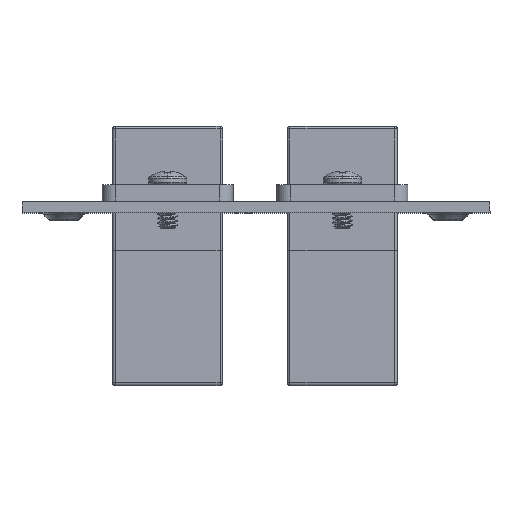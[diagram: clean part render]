
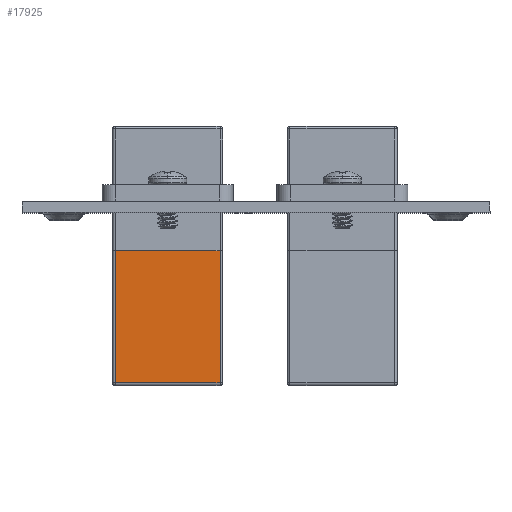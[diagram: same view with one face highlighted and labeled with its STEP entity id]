
A CAD part, top view. The second image highlights one B-rep face of the part: STEP entity #17925.
In plain terms, the highlighted face is planar.
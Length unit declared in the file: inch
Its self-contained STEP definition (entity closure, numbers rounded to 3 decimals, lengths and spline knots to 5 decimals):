
#139 = DIRECTION ( 'NONE',  ( 1., 0., 0. ) ) ;
#1934 = ORIENTED_EDGE ( 'NONE', *, *, #18543, .T. ) ;
#2394 = DIRECTION ( 'NONE',  ( 0., 0., -1. ) ) ;
#3015 = VERTEX_POINT ( 'NONE', #17972 ) ;
#3102 = VECTOR ( 'NONE', #139, 39.37008 ) ;
#4087 = CARTESIAN_POINT ( 'NONE',  ( -0.3, -0.435, 0.771 ) ) ;
#5708 = VECTOR ( 'NONE', #20619, 39.37008 ) ;
#7475 = VECTOR ( 'NONE', #26004, 39.37008 ) ;
#7830 = EDGE_CURVE ( 'NONE', #14542, #7866, #8785, .T. ) ;
#7866 = VERTEX_POINT ( 'NONE', #13060 ) ;
#7872 = EDGE_CURVE ( 'NONE', #3015, #15210, #19464, .T. ) ;
#7923 = DIRECTION ( 'NONE',  ( 0., 1., 0. ) ) ;
#8672 = CARTESIAN_POINT ( 'NONE',  ( -0.315, -0.435, 0. ) ) ;
#8785 = LINE ( 'NONE', #8672, #3102 ) ;
#8870 = CARTESIAN_POINT ( 'NONE',  ( -0.315, -0.435, 0.756 ) ) ;
#10125 = EDGE_LOOP ( 'NONE', ( #14833, #14991, #10458, #1934 ) ) ;
#10255 = VECTOR ( 'NONE', #2394, 39.37008 ) ;
#10458 = ORIENTED_EDGE ( 'NONE', *, *, #7830, .T. ) ;
#11550 = AXIS2_PLACEMENT_3D ( 'NONE', #18567, #7923, #22900 ) ;
#13060 = CARTESIAN_POINT ( 'NONE',  ( 0.3, -0.435, 0. ) ) ;
#14542 = VERTEX_POINT ( 'NONE', #19400 ) ;
#14833 = ORIENTED_EDGE ( 'NONE', *, *, #7872, .T. ) ;
#14991 = ORIENTED_EDGE ( 'NONE', *, *, #27192, .T. ) ;
#15210 = VERTEX_POINT ( 'NONE', #16179 ) ;
#16179 = CARTESIAN_POINT ( 'NONE',  ( -0.3, -0.435, 0.756 ) ) ;
#16292 = CARTESIAN_POINT ( 'NONE',  ( 0.3, -0.435, 0.771 ) ) ;
#17033 = LINE ( 'NONE', #16292, #5708 ) ;
#17925 = ADVANCED_FACE ( 'NONE', ( #25484 ), #20740, .F. ) ;
#17972 = CARTESIAN_POINT ( 'NONE',  ( 0.3, -0.435, 0.756 ) ) ;
#18543 = EDGE_CURVE ( 'NONE', #7866, #3015, #17033, .T. ) ;
#18567 = CARTESIAN_POINT ( 'NONE',  ( -0.315, -0.435, 0.771 ) ) ;
#19400 = CARTESIAN_POINT ( 'NONE',  ( -0.3, -0.435, 0. ) ) ;
#19464 = LINE ( 'NONE', #8870, #7475 ) ;
#20619 = DIRECTION ( 'NONE',  ( 0., 0., 1. ) ) ;
#20740 = PLANE ( 'NONE',  #11550 ) ;
#22900 = DIRECTION ( 'NONE',  ( 0., 0., 1. ) ) ;
#25484 = FACE_OUTER_BOUND ( 'NONE', #10125, .T. ) ;
#26004 = DIRECTION ( 'NONE',  ( -1., 0., 0. ) ) ;
#27192 = EDGE_CURVE ( 'NONE', #15210, #14542, #27332, .T. ) ;
#27332 = LINE ( 'NONE', #4087, #10255 ) ;
